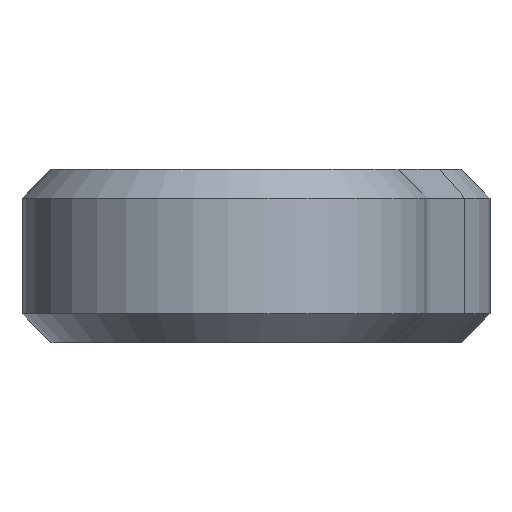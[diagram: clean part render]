
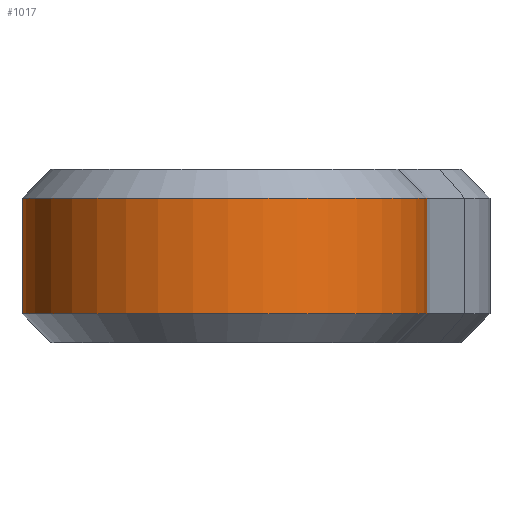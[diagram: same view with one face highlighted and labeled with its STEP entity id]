
A CAD part, left-side view. The second image highlights one B-rep face of the part: STEP entity #1017.
In plain terms, the highlighted cylindrical face has radius 7 mm (diameter 14 mm), a partial arc.
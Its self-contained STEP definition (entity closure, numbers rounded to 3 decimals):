
#19=CYLINDRICAL_SURFACE('',#1123,7.);
#66=CIRCLE('',#1092,7.);
#76=CIRCLE('',#1114,7.);
#159=FACE_OUTER_BOUND('',#229,.T.);
#229=EDGE_LOOP('',(#845,#846,#847,#848));
#314=LINE('',#1664,#396);
#330=LINE('',#1710,#412);
#396=VECTOR('',#1316,10.);
#412=VECTOR('',#1376,10.);
#473=VERTEX_POINT('',#1633);
#475=VERTEX_POINT('',#1639);
#482=VERTEX_POINT('',#1662);
#488=VERTEX_POINT('',#1690);
#582=EDGE_CURVE('',#473,#475,#66,.T.);
#593=EDGE_CURVE('',#482,#473,#314,.T.);
#607=EDGE_CURVE('',#488,#482,#76,.T.);
#616=EDGE_CURVE('',#475,#488,#330,.T.);
#845=ORIENTED_EDGE('',*,*,#582,.F.);
#846=ORIENTED_EDGE('',*,*,#593,.F.);
#847=ORIENTED_EDGE('',*,*,#607,.F.);
#848=ORIENTED_EDGE('',*,*,#616,.F.);
#1017=ADVANCED_FACE('',(#159),#19,.T.);
#1092=AXIS2_PLACEMENT_3D('',#1643,#1291,#1292);
#1114=AXIS2_PLACEMENT_3D('',#1692,#1350,#1351);
#1123=AXIS2_PLACEMENT_3D('',#1709,#1374,#1375);
#1291=DIRECTION('center_axis',(0.,0.,-1.));
#1292=DIRECTION('ref_axis',(0.071,0.997,0.));
#1316=DIRECTION('',(0.,0.,-1.));
#1350=DIRECTION('center_axis',(0.,0.,1.));
#1351=DIRECTION('ref_axis',(0.071,0.997,0.));
#1374=DIRECTION('center_axis',(0.,0.,
-1.));
#1375=DIRECTION('ref_axis',(-0.997,0.071,0.));
#1376=DIRECTION('',(0.,0.,1.));
#1633=CARTESIAN_POINT('',(-155.228,35.072,1.));
#1639=CARTESIAN_POINT('',(-154.329,47.744,1.));
#1643=CARTESIAN_POINT('Origin',(-157.713,41.616,1.));
#1662=CARTESIAN_POINT('',(-155.228,35.072,5.));
#1664=CARTESIAN_POINT('',(-155.228,35.072,5.));
#1690=CARTESIAN_POINT('',(-154.329,47.744,5.));
#1692=CARTESIAN_POINT('Origin',(-157.713,41.616,5.));
#1709=CARTESIAN_POINT('Origin',(-157.713,41.616,5.));
#1710=CARTESIAN_POINT('',(-154.329,47.744,5.));
